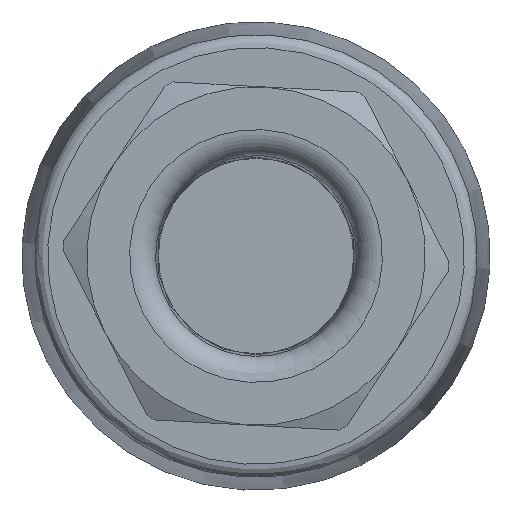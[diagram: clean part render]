
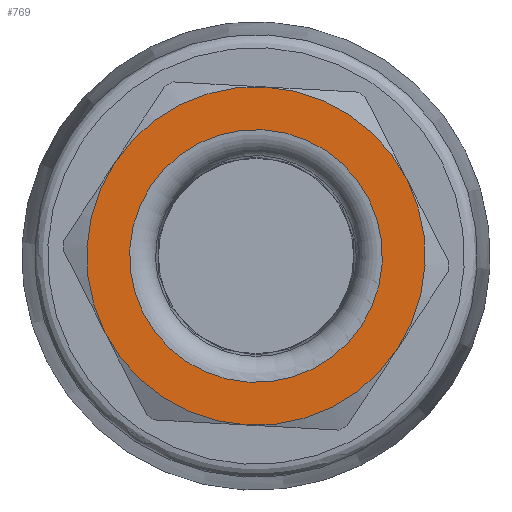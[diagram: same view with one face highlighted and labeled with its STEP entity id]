
A CAD part, front view. The second image highlights one B-rep face of the part: STEP entity #769.
In plain terms, the highlighted planar face has unit normal (0, -1, 0).
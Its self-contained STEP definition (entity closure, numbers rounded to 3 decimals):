
#769=ADVANCED_FACE('',(#975,#976),#870,.F.);
#870=PLANE('',#2660);
#975=FACE_BOUND('',#1121,.T.);
#976=FACE_BOUND('',#1122,.T.);
#1121=EDGE_LOOP('',(#1661));
#1122=EDGE_LOOP('',(#1662,#1663,#1664,#1665,#1666,#1667));
#1661=ORIENTED_EDGE('',*,*,#2276,.T.);
#1662=ORIENTED_EDGE('',*,*,#2277,.F.);
#1663=ORIENTED_EDGE('',*,*,#2278,.F.);
#1664=ORIENTED_EDGE('',*,*,#2279,.F.);
#1665=ORIENTED_EDGE('',*,*,#2280,.F.);
#1666=ORIENTED_EDGE('',*,*,#2281,.F.);
#1667=ORIENTED_EDGE('',*,*,#2282,.F.);
#1982=VERTEX_POINT('',#4767);
#1983=VERTEX_POINT('',#4769);
#1984=VERTEX_POINT('',#4770);
#1985=VERTEX_POINT('',#4772);
#1986=VERTEX_POINT('',#4774);
#1987=VERTEX_POINT('',#4776);
#1988=VERTEX_POINT('',#4778);
#2276=EDGE_CURVE('',#1982,#1982,#2423,.T.);
#2277=EDGE_CURVE('',#1983,#1984,#2424,.T.);
#2278=EDGE_CURVE('',#1985,#1983,#2425,.T.);
#2279=EDGE_CURVE('',#1986,#1985,#2426,.T.);
#2280=EDGE_CURVE('',#1987,#1986,#2427,.T.);
#2281=EDGE_CURVE('',#1988,#1987,#2428,.T.);
#2282=EDGE_CURVE('',#1984,#1988,#2429,.T.);
#2423=CIRCLE('',#2653,4.854);
#2424=CIRCLE('',#2654,6.5);
#2425=CIRCLE('',#2655,6.5);
#2426=CIRCLE('',#2656,6.5);
#2427=CIRCLE('',#2657,6.5);
#2428=CIRCLE('',#2658,6.5);
#2429=CIRCLE('',#2659,6.5);
#2653=AXIS2_PLACEMENT_3D('',#4766,#3234,#3235);
#2654=AXIS2_PLACEMENT_3D('',#4768,#3236,#3237);
#2655=AXIS2_PLACEMENT_3D('',#4771,#3238,#3239);
#2656=AXIS2_PLACEMENT_3D('',#4773,#3240,#3241);
#2657=AXIS2_PLACEMENT_3D('',#4775,#3242,#3243);
#2658=AXIS2_PLACEMENT_3D('',#4777,#3244,#3245);
#2659=AXIS2_PLACEMENT_3D('',#4779,#3246,#3247);
#2660=AXIS2_PLACEMENT_3D('',#4780,#3248,#3249);
#3234=DIRECTION('',(0.,1.,0.));
#3235=DIRECTION('',(0.547,0.,0.837));
#3236=DIRECTION('',(0.,1.,0.));
#3237=DIRECTION('',(-0.837,0.,0.547));
#3238=DIRECTION('',(0.,1.,0.));
#3239=DIRECTION('',(-0.837,0.,0.547));
#3240=DIRECTION('',(0.,1.,0.));
#3241=DIRECTION('',(-0.837,0.,0.547));
#3242=DIRECTION('',(0.,1.,0.));
#3243=DIRECTION('',(-0.837,0.,0.547));
#3244=DIRECTION('',(0.,1.,0.));
#3245=DIRECTION('',(-0.837,0.,0.547));
#3246=DIRECTION('',(0.,1.,0.));
#3247=DIRECTION('',(-0.837,0.,0.547));
#3248=DIRECTION('',(0.,1.,0.));
#3249=DIRECTION('',(0.547,0.,0.837));
#4766=CARTESIAN_POINT('',(21.985,-73.565,0.));
#4767=CARTESIAN_POINT('',(24.639,-73.565,4.064));
#4768=CARTESIAN_POINT('',(21.985,-73.565,0.));
#4769=CARTESIAN_POINT('',(22.342,-73.565,6.49));
#4770=CARTESIAN_POINT('',(27.784,-73.565,2.935));
#4771=CARTESIAN_POINT('',(21.985,-73.565,0.));
#4772=CARTESIAN_POINT('',(16.543,-73.565,3.555));
#4773=CARTESIAN_POINT('',(21.985,-73.565,0.));
#4774=CARTESIAN_POINT('',(16.185,-73.565,-2.935));
#4775=CARTESIAN_POINT('',(21.985,-73.565,0.));
#4776=CARTESIAN_POINT('',(21.627,-73.565,-6.49));
#4777=CARTESIAN_POINT('',(21.985,-73.565,0.));
#4778=CARTESIAN_POINT('',(27.426,-73.565,-3.555));
#4779=CARTESIAN_POINT('',(21.985,-73.565,0.));
#4780=CARTESIAN_POINT('',(10.386,-73.565,-5.87));
